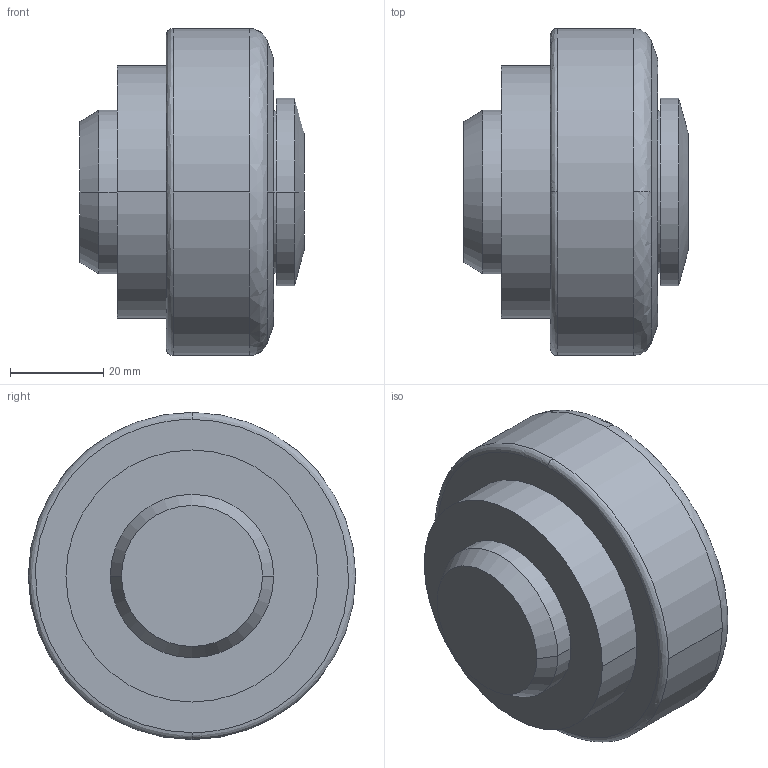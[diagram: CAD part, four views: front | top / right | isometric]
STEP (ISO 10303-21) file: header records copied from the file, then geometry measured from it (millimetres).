
FILE_DESCRIPTION (( 'STEP AP214' ), '1' );
FILE_NAME ('TR-070.0390-Rollco.step', '2023-04-28T07:43:22', ( '' ), ( '' ), 'SwSTEP 2.0', 'SolidWorks 2010', '' );
FILE_SCHEMA (( 'AUTOMOTIVE_DESIGN' ));
Length unit declared in the file: millimetre
Products named in the file (1): TR-070.0390-Rollco
Bounding box: 48 x 70.1 x 70.1 mm (x, y, z)
Volume: 125232.8 mm3; surface area: 15703.2 mm2
Topology: 1 solids, 1 shells, 26 faces, 56 edges, 36 vertices
Faces by surface type: cylinder 10, cone 6, plane 6, bspline 4
Entity records: 804 total; most frequent: CARTESIAN_POINT 185, DIRECTION 138, ORIENTED_EDGE 112, AXIS2_PLACEMENT_3D 61, EDGE_CURVE 56, CIRCLE 38, VERTEX_POINT 36, EDGE_LOOP 30
